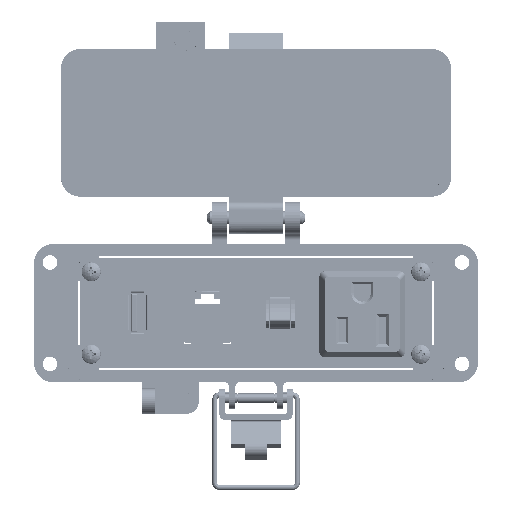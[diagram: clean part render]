
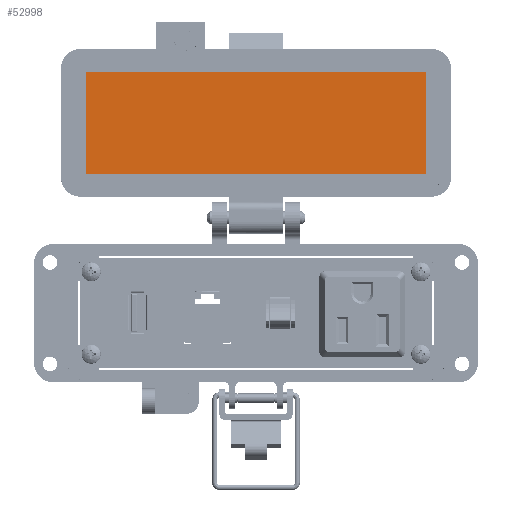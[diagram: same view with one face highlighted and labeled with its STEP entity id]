
A CAD part, top view. The second image highlights one B-rep face of the part: STEP entity #52998.
In plain terms, the highlighted planar face has unit normal (0, 0, 1).
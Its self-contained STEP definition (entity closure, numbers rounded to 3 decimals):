
#1998 = CARTESIAN_POINT ( 'NONE',  ( 53.75, 51.154, -25.55 ) ) ;
#2351 = EDGE_CURVE ( 'NONE', #83203, #83740, #47422, .T. ) ;
#4572 = VECTOR ( 'NONE', #68644, 1000. ) ;
#5561 = DIRECTION ( 'NONE',  ( 0., 0., 1. ) ) ;
#9853 = DIRECTION ( 'NONE',  ( 0., -1., 0. ) ) ;
#14119 = VERTEX_POINT ( 'NONE', #27424 ) ;
#19101 = ORIENTED_EDGE ( 'NONE', *, *, #2351, .F. ) ;
#19923 = CARTESIAN_POINT ( 'NONE',  ( -8.5, 67.154, -25.55 ) ) ;
#27424 = CARTESIAN_POINT ( 'NONE',  ( 53.75, 83.154, -25.55 ) ) ;
#30135 = LINE ( 'NONE', #93602, #35150 ) ;
#35150 = VECTOR ( 'NONE', #45210, 1000. ) ;
#36810 = VERTEX_POINT ( 'NONE', #1998 ) ;
#37052 = EDGE_CURVE ( 'NONE', #83740, #14119, #30135, .T. ) ;
#44272 = EDGE_CURVE ( 'NONE', #14119, #36810, #87450, .T. ) ;
#45210 = DIRECTION ( 'NONE',  ( 1., 0., 0. ) ) ;
#47422 = LINE ( 'NONE', #88805, #4572 ) ;
#50043 = CARTESIAN_POINT ( 'NONE',  ( 53.75, 67.154, -25.55 ) ) ;
#52998 = ADVANCED_FACE ( 'NONE', ( #54618 ), #53803, .T. ) ;
#53803 = PLANE ( 'NONE',  #98981 ) ;
#54262 = DIRECTION ( 'NONE',  ( -1., 0., 0. ) ) ;
#54618 = FACE_OUTER_BOUND ( 'NONE', #96352, .T. ) ;
#55321 = VECTOR ( 'NONE', #54262, 1000. ) ;
#57829 = LINE ( 'NONE', #78675, #55321 ) ;
#60034 = CARTESIAN_POINT ( 'NONE',  ( -53.75, 51.154, -25.55 ) ) ;
#61927 = DIRECTION ( 'NONE',  ( 0., -1., 0. ) ) ;
#65953 = VECTOR ( 'NONE', #9853, 1000. ) ;
#66628 = ORIENTED_EDGE ( 'NONE', *, *, #66824, .F. ) ;
#66824 = EDGE_CURVE ( 'NONE', #36810, #83203, #57829, .T. ) ;
#68644 = DIRECTION ( 'NONE',  ( 0., 1., 0. ) ) ;
#78675 = CARTESIAN_POINT ( 'NONE',  ( 42., 51.154, -25.55 ) ) ;
#83203 = VERTEX_POINT ( 'NONE', #60034 ) ;
#83740 = VERTEX_POINT ( 'NONE', #99806 ) ;
#87450 = LINE ( 'NONE', #50043, #65953 ) ;
#88362 = ORIENTED_EDGE ( 'NONE', *, *, #44272, .F. ) ;
#88805 = CARTESIAN_POINT ( 'NONE',  ( -53.75, 67.154, -25.55 ) ) ;
#91086 = ORIENTED_EDGE ( 'NONE', *, *, #37052, .F. ) ;
#93602 = CARTESIAN_POINT ( 'NONE',  ( -8.5, 83.154, -25.55 ) ) ;
#96352 = EDGE_LOOP ( 'NONE', ( #91086, #19101, #66628, #88362 ) ) ;
#98981 = AXIS2_PLACEMENT_3D ( 'NONE', #19923, #5561, #61927 ) ;
#99806 = CARTESIAN_POINT ( 'NONE',  ( -53.75, 83.154, -25.55 ) ) ;
